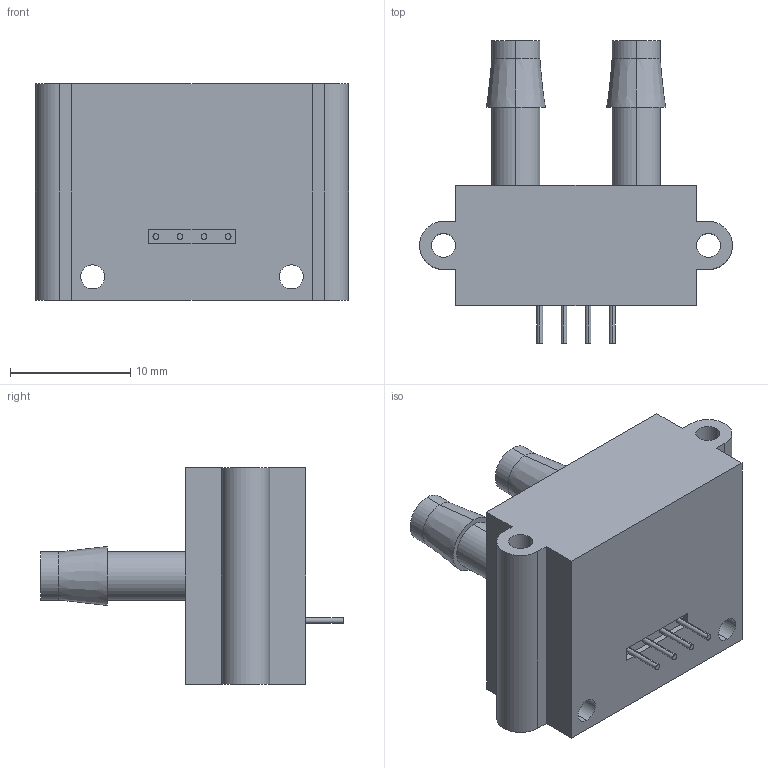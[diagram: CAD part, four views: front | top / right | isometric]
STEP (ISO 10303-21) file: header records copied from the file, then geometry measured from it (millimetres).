
FILE_DESCRIPTION (( 'STEP AP214' ), '1' );
FILE_NAME ('D6F_PH5050AD3.step', '2016-03-30T01:30:05', ( 'OSMC1.0 ' ), ( ' ' ), 'SwSTEP 2.0', 'SolidWorks 2002025', '' );
FILE_SCHEMA (( 'AUTOMOTIVE_DESIGN' ));
Length unit declared in the file: millimetre
Products named in the file (1): D6F_PH5050AD3
Bounding box: 26 x 25.1 x 18 mm (x, y, z)
Volume: 3991 mm3; surface area: 2554.4 mm2
Topology: 1 solids, 1 shells, 62 faces, 143 edges, 94 vertices
Faces by surface type: cylinder 31, plane 27, cone 4
Entity records: 1952 total; most frequent: DIRECTION 335, CARTESIAN_POINT 300, ORIENTED_EDGE 286, EDGE_CURVE 143, AXIS2_PLACEMENT_3D 129, VERTEX_POINT 94, EDGE_LOOP 81, LINE 77
